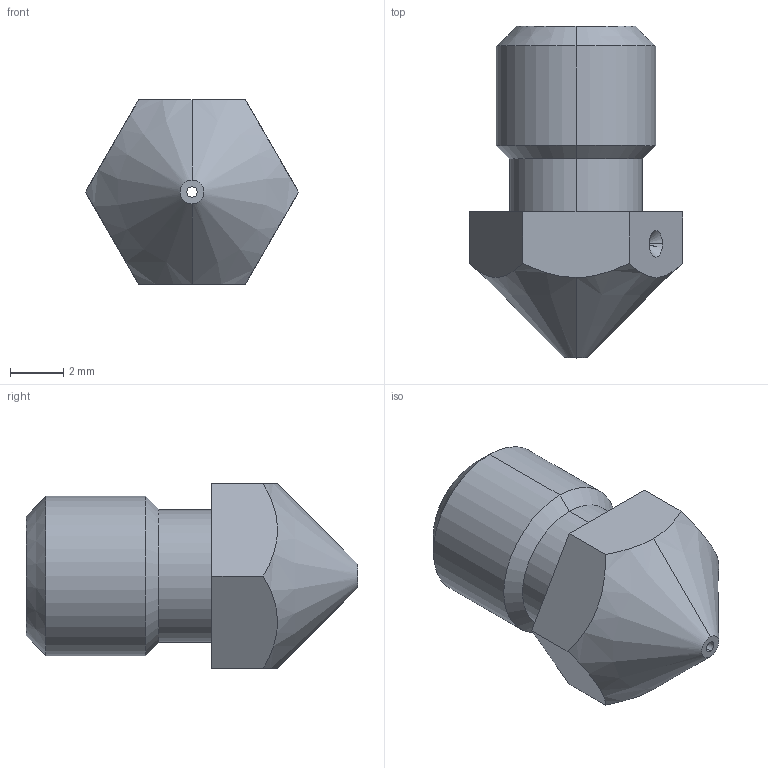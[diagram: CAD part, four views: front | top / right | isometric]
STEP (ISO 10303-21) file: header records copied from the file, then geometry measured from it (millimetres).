
FILE_DESCRIPTION (( 'STEP AP203' ), '1' );
FILE_NAME ('2313-C.STEP', '2015-10-28T22:28:10', ( '' ), ( '' ), 'SwSTEP 2.0', 'SolidWorks 2015', '' );
FILE_SCHEMA (( 'CONFIG_CONTROL_DESIGN' ));
Length unit declared in the file: millimetre
Products named in the file (1): 2313-C
Bounding box: 8.03 x 12.5 x 6.95 mm (x, y, z)
Volume: 237.9 mm3; surface area: 385.1 mm2
Topology: 1 solids, 1 shells, 29 faces, 66 edges, 39 vertices
Faces by surface type: cone 12, plane 9, cylinder 8
Entity records: 931 total; most frequent: CARTESIAN_POINT 205, DIRECTION 140, ORIENTED_EDGE 128, EDGE_CURVE 64, AXIS2_PLACEMENT_3D 54, VERTEX_POINT 39, EDGE_LOOP 33, LINE 32
